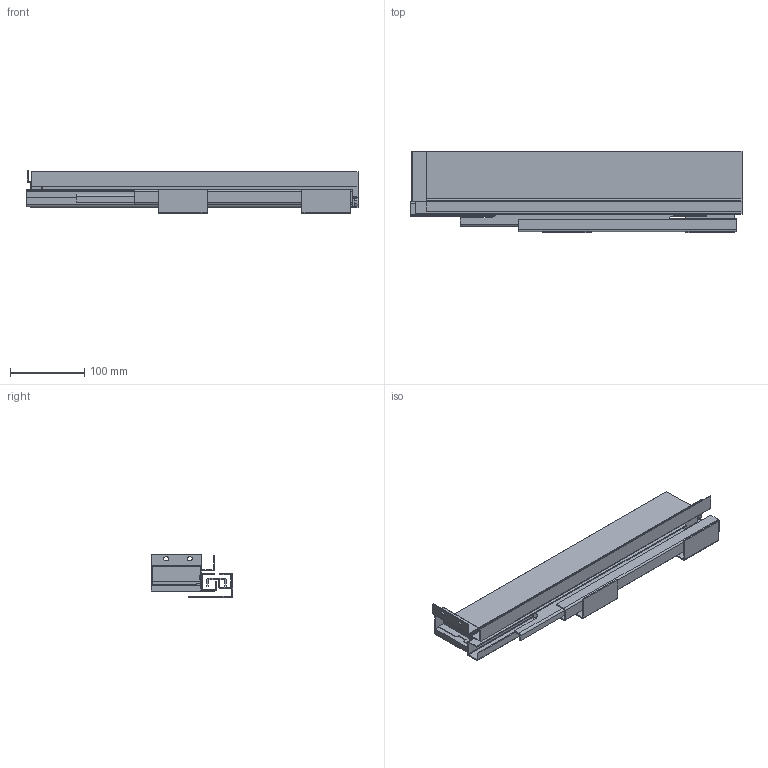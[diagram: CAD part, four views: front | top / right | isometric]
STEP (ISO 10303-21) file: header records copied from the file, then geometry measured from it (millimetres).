
FILE_DESCRIPTION (( 'STEP AP214' ), '1' );
FILE_NAME ('F007415,F007441-CLOSED-RIGHT_3D.step', '2023-08-22T10:59:41', ( '' ), ( '' ), 'SwSTEP 2.0', 'SolidWorks 2020', '' );
FILE_SCHEMA (( 'AUTOMOTIVE_DESIGN' ));
Length unit declared in the file: millimetre
Products named in the file (8): ND60-boènice sestava H84-450-PRAVA; Riex ND60 Bocnice-450-H84-PRAVA; ND60-drzak zad-H84-PRAVY; F007415,F007441-CLOSED-RIGHT_3D; ND30-VYSUV-450-CLOSED_RIGHT; ND30-450-STREDNI PRAVY; ND30-450-VNITRNI PRAVY; ND30-350,400,450-VNEJSI PRAVY
Assembly tree (7 placements, depth 3):
  F007415,F007441-CLOSED-RIGHT_3D
    ND60-boènice sestava H84-450-PRAVA
      Riex ND60 Bocnice-450-H84-PRAVA
      ND60-drzak zad-H84-PRAVY
    ND30-VYSUV-450-CLOSED_RIGHT
      ND30-350,400,450-VNEJSI PRAVY
      ND30-450-STREDNI PRAVY
      ND30-450-VNITRNI PRAVY
Bounding box: 447.5 x 110.2 x 58.5 mm (x, y, z)
Volume: 212441.2 mm3; surface area: 402974.5 mm2
Topology: 11 solids, 11 shells, 285 faces, 739 edges, 476 vertices
Faces by surface type: plane 140, cylinder 97, cone 48
Entity records: 9155 total; most frequent: DIRECTION 1575, CARTESIAN_POINT 1512, ORIENTED_EDGE 1478, EDGE_CURVE 739, AXIS2_PLACEMENT_3D 539, LINE 497, VECTOR 497, VERTEX_POINT 476
